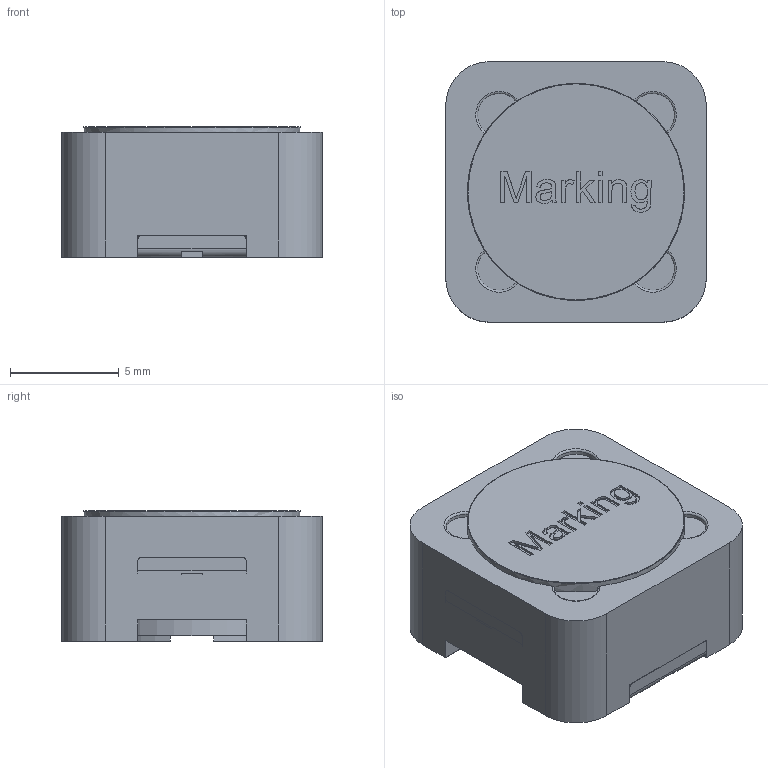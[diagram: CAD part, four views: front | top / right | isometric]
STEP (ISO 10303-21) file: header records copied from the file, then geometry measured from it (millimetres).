
FILE_DESCRIPTION( ( 'Unknown' ), '1' );
FILE_NAME( '744771xxx.stp', 'Unknown', ( 'Unknown' ), ( 'Unknown' ), 'PSStep 13.0', 'Unknown', ' ' );
FILE_SCHEMA( ( 'AUTOMOTIVE_DESIGN { 1 0 10303 214 1 1 1 1 }' ) );
Length unit declared in the file: millimetre
Products named in the file (4): Assem1; 744771001; L飆fl踄he
Bounding box: 12 x 12 x 6 mm (x, y, z)
Surface area: 2058.4 mm2
Topology: 6 solids, 6 shells, 406 faces, 1112 edges, 738 vertices
Faces by surface type: plane 244, cylinder 120, extrusion 32, torus 10
Full cylindrical faces by diameter (mm): 0.98 x2, 1 x2, 9.5 x2, 10 x2
Entity records: 9006 total; most frequent: CARTESIAN_POINT 2361, ORIENTED_EDGE 1098, DIRECTION 927, EDGE_CURVE 549, VERTEX_POINT 368, AXIS2_PLACEMENT_3D 319, VECTOR 289, LINE 273
